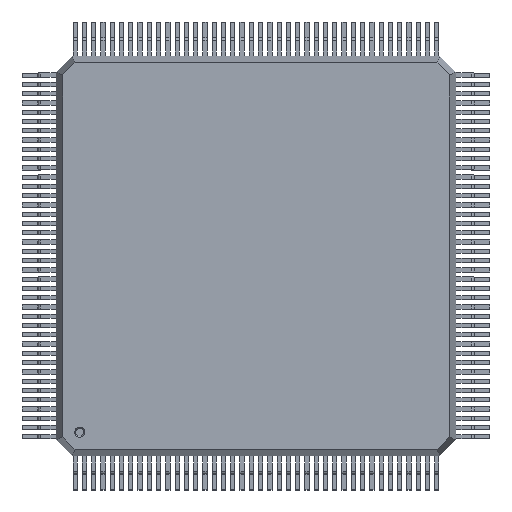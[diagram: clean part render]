
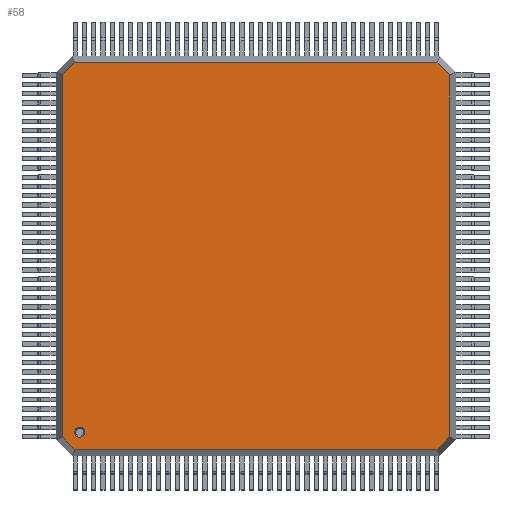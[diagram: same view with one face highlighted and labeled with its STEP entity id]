
A CAD part, top view. The second image highlights one B-rep face of the part: STEP entity #58.
In plain terms, the highlighted planar face has unit normal (0, 0, 1).
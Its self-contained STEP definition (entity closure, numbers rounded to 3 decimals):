
#58=ADVANCED_FACE('',(#19030,#19032),#19034,.T.);
#19030=FACE_BOUND('',#19031,.T.);
#19031=EDGE_LOOP('',(#34110,#34111,#34112,#34113,#34114,#34115,#34116,#34117));
#19032=FACE_BOUND('',#19033,.T.);
#19033=EDGE_LOOP('',(#34118));
#19034=PLANE('',#19035);
#19035=AXIS2_PLACEMENT_3D('',#19036,#19037,#19038);
#19036=CARTESIAN_POINT('',(0.,0.,3.8));
#19037=DIRECTION('',(0.,0.,1.));
#19038=DIRECTION('',(1.,0.,0.));
#34110=ORIENTED_EDGE('',*,*,#45746,.T.);
#34111=ORIENTED_EDGE('',*,*,#45747,.F.);
#34112=ORIENTED_EDGE('',*,*,#45748,.T.);
#34113=ORIENTED_EDGE('',*,*,#45749,.F.);
#34114=ORIENTED_EDGE('',*,*,#45750,.T.);
#34115=ORIENTED_EDGE('',*,*,#45751,.F.);
#34116=ORIENTED_EDGE('',*,*,#45752,.T.);
#34117=ORIENTED_EDGE('',*,*,#45753,.F.);
#34118=ORIENTED_EDGE('',*,*,#45754,.T.);
#45746=EDGE_CURVE('',#51564,#51565,#51566,.T.);
#45747=EDGE_CURVE('',#51567,#51565,#51568,.F.);
#45748=EDGE_CURVE('',#51567,#51569,#51570,.T.);
#45749=EDGE_CURVE('',#51571,#51569,#51572,.F.);
#45750=EDGE_CURVE('',#51571,#51573,#51574,.T.);
#45751=EDGE_CURVE('',#51575,#51573,#51576,.F.);
#45752=EDGE_CURVE('',#51575,#51577,#51578,.T.);
#45753=EDGE_CURVE('',#51564,#51577,#51579,.F.);
#45754=EDGE_CURVE('',#51580,#51580,#51581,.F.);
#51564=VERTEX_POINT('',#61256);
#51565=VERTEX_POINT('',#61257);
#51566=LINE('',#61258,#61259);
#51567=VERTEX_POINT('',#61261);
#51568=LINE('',#61262,#61263);
#51569=VERTEX_POINT('',#61265);
#51570=LINE('',#61266,#61267);
#51571=VERTEX_POINT('',#61269);
#51572=LINE('',#61270,#61271);
#51573=VERTEX_POINT('',#61273);
#51574=LINE('',#61274,#61275);
#51575=VERTEX_POINT('',#61277);
#51576=LINE('',#61278,#61279);
#51577=VERTEX_POINT('',#61281);
#51578=LINE('',#61282,#61283);
#51579=LINE('',#61285,#61286);
#51580=VERTEX_POINT('',#61288);
#51581=CIRCLE('',#61289,0.35);
#61256=CARTESIAN_POINT('',(13.556,-12.683,3.8));
#61257=CARTESIAN_POINT('',(13.556,12.683,3.8));
#61258=CARTESIAN_POINT('',(13.556,-12.683,3.8));
#61259=VECTOR('',#61260,1.);
#61260=DIRECTION('',(0.,1.,0.));
#61261=CARTESIAN_POINT('',(12.683,13.556,3.8));
#61262=CARTESIAN_POINT('',(13.556,12.683,3.8));
#61263=VECTOR('',#61264,1.);
#61264=DIRECTION('',(-0.707,0.707,0.));
#61265=CARTESIAN_POINT('',(-12.683,13.556,3.8));
#61266=CARTESIAN_POINT('',(12.683,13.556,3.8));
#61267=VECTOR('',#61268,1.);
#61268=DIRECTION('',(-1.,0.,0.));
#61269=CARTESIAN_POINT('',(-13.556,12.683,3.8));
#61270=CARTESIAN_POINT('',(-12.683,13.556,3.8));
#61271=VECTOR('',#61272,1.);
#61272=DIRECTION('',(-0.707,-0.707,0.));
#61273=CARTESIAN_POINT('',(-13.556,-12.683,3.8));
#61274=CARTESIAN_POINT('',(-13.556,12.683,3.8));
#61275=VECTOR('',#61276,1.);
#61276=DIRECTION('',(0.,-1.,0.));
#61277=CARTESIAN_POINT('',(-12.683,-13.556,3.8));
#61278=CARTESIAN_POINT('',(-13.556,-12.683,3.8));
#61279=VECTOR('',#61280,1.);
#61280=DIRECTION('',(0.707,-0.707,0.));
#61281=CARTESIAN_POINT('',(12.683,-13.556,3.8));
#61282=CARTESIAN_POINT('',(-12.683,-13.556,3.8));
#61283=VECTOR('',#61284,1.);
#61284=DIRECTION('',(1.,0.,0.));
#61285=CARTESIAN_POINT('',(12.683,-13.556,3.8));
#61286=VECTOR('',#61287,1.);
#61287=DIRECTION('',(0.707,0.707,0.));
#61288=CARTESIAN_POINT('',(-12.006,-12.356,3.8));
#61289=AXIS2_PLACEMENT_3D('',#61290,#61291,#61292);
#61290=CARTESIAN_POINT('',(-12.356,-12.356,3.8));
#61291=DIRECTION('',(0.,0.,1.));
#61292=DIRECTION('',(1.,0.,0.));
